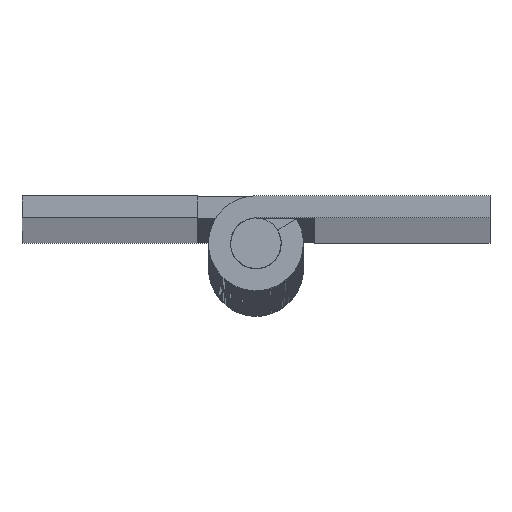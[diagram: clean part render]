
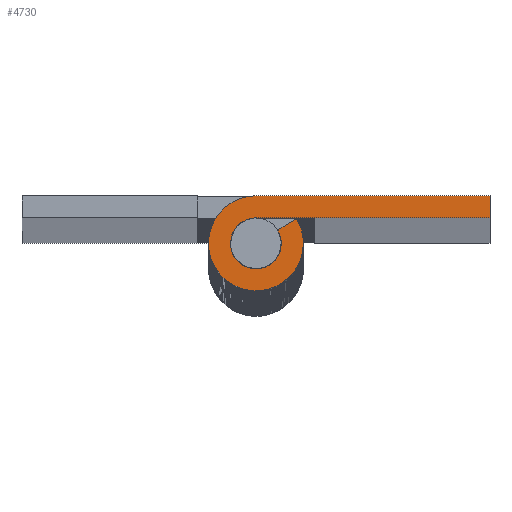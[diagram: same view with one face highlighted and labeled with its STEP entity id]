
A CAD part, top view. The second image highlights one B-rep face of the part: STEP entity #4730.
In plain terms, the highlighted free-form (B-spline) face has degree [1, 1] with [2, 2] control points.
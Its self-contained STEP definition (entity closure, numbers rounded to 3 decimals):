
#4653=CARTESIAN_POINT('',(-4.211,3.575,1000.));
#4654=CARTESIAN_POINT('',(16.962,3.575,1000.));
#4655=CARTESIAN_POINT('',(-4.211,-3.574,1000.));
#4656=CARTESIAN_POINT('',(16.962,-3.574,1000.));
#4657=B_SPLINE_SURFACE_WITH_KNOTS('',1,1,((#4653,#4655),(#4654,#4656)),.UNSPECIFIED.,.F.,.F.,.U.,(2,2),(2,2),(0.0,21.173),(0.0,7.149),.UNSPECIFIED.);
#4658=CARTESIAN_POINT('',(0.,3.25,1000.));
#4659=VERTEX_POINT('',#4658);
#4660=CARTESIAN_POINT('',(16.0,3.25,1000.));
#4661=VERTEX_POINT('',#4660);
#4662=CARTESIAN_POINT('',(0.,3.25,1000.));
#4663=CARTESIAN_POINT('',(16.0,3.25,1000.));
#4664=QUASI_UNIFORM_CURVE('',1,(#4662,#4663),.UNSPECIFIED.,.F.,.U.);
#4665=EDGE_CURVE('',#4659,#4661,#4664,.T.);
#4666=ORIENTED_EDGE('',*,*,#4665,.F.);
#4667=CARTESIAN_POINT('',(2.77,1.7,1000.));
#4668=VERTEX_POINT('',#4667);
#4669=CARTESIAN_POINT('',(0.0,3.25,1000.));
#4670=CARTESIAN_POINT('',(-2.511,3.25,1000.));
#4671=CARTESIAN_POINT('',(-3.145,0.82,1000.));
#4672=CARTESIAN_POINT('',(-3.778,-1.61,1000.));
#4673=CARTESIAN_POINT('',(-1.587,-2.836,1000.));
#4674=CARTESIAN_POINT('',(0.604,-4.062,1000.));
#4675=CARTESIAN_POINT('',(2.344,-2.251,1000.));
#4676=CARTESIAN_POINT('',(4.083,-0.44,1000.));
#4677=CARTESIAN_POINT('',(2.77,1.7,1000.));
#4685=(BOUNDED_CURVE()B_SPLINE_CURVE(2,(#4669,#4670,#4671,#4672,#4673,#4674,#4675,#4676,#4677),.UNSPECIFIED.,.F.,.U.)B_SPLINE_CURVE_WITH_KNOTS((3,2,2,2,3),(0.0,0.25,0.5,0.75,1.0),.UNSPECIFIED.)CURVE()GEOMETRIC_REPRESENTATION_ITEM()RATIONAL_B_SPLINE_CURVE((1.0,0.791,1.0,0.791,1.0,0.791,1.0,0.791,1.0))REPRESENTATION_ITEM(''));
#4686=EDGE_CURVE('',#4659,#4668,#4685,.T.);
#4687=ORIENTED_EDGE('',*,*,#4686,.T.);
#4688=CARTESIAN_POINT('',(1.491,0.915,1000.));
#4689=VERTEX_POINT('',#4688);
#4690=CARTESIAN_POINT('',(1.491,0.915,1000.));
#4691=CARTESIAN_POINT('',(2.77,1.7,1000.));
#4692=QUASI_UNIFORM_CURVE('',1,(#4690,#4691),.UNSPECIFIED.,.F.,.U.);
#4693=EDGE_CURVE('',#4689,#4668,#4692,.T.);
#4694=ORIENTED_EDGE('',*,*,#4693,.F.);
#4695=CARTESIAN_POINT('',(0.,1.75,1000.));
#4696=VERTEX_POINT('',#4695);
#4697=CARTESIAN_POINT('',(0.0,1.75,1000.));
#4698=CARTESIAN_POINT('',(-1.352,1.75,1000.));
#4699=CARTESIAN_POINT('',(-1.693,0.442,1000.));
#4700=CARTESIAN_POINT('',(-2.035,-0.867,1000.));
#4701=CARTESIAN_POINT('',(-0.855,-1.527,1000.));
#4702=CARTESIAN_POINT('',(0.325,-2.187,1000.));
#4703=CARTESIAN_POINT('',(1.262,-1.212,1000.));
#4704=CARTESIAN_POINT('',(2.199,-0.237,1000.));
#4705=CARTESIAN_POINT('',(1.491,0.915,1000.));
#4713=(BOUNDED_CURVE()B_SPLINE_CURVE(2,(#4697,#4698,#4699,#4700,#4701,#4702,#4703,#4704,#4705),.UNSPECIFIED.,.F.,.U.)B_SPLINE_CURVE_WITH_KNOTS((3,2,2,2,3),(0.0,0.25,0.5,0.75,1.0),.UNSPECIFIED.)CURVE()GEOMETRIC_REPRESENTATION_ITEM()RATIONAL_B_SPLINE_CURVE((1.0,0.791,1.0,0.791,1.0,0.791,1.0,0.791,1.0))REPRESENTATION_ITEM(''));
#4714=EDGE_CURVE('',#4696,#4689,#4713,.T.);
#4715=ORIENTED_EDGE('',*,*,#4714,.F.);
#4716=CARTESIAN_POINT('',(16.0,1.75,1000.));
#4717=VERTEX_POINT('',#4716);
#4718=CARTESIAN_POINT('',(16.0,1.75,1000.));
#4719=CARTESIAN_POINT('',(0.,1.75,1000.));
#4720=QUASI_UNIFORM_CURVE('',1,(#4718,#4719),.UNSPECIFIED.,.F.,.U.);
#4721=EDGE_CURVE('',#4717,#4696,#4720,.T.);
#4722=ORIENTED_EDGE('',*,*,#4721,.F.);
#4723=CARTESIAN_POINT('',(16.0,3.25,1000.));
#4724=CARTESIAN_POINT('',(16.0,1.75,1000.));
#4725=QUASI_UNIFORM_CURVE('',1,(#4723,#4724),.UNSPECIFIED.,.F.,.U.);
#4726=EDGE_CURVE('',#4661,#4717,#4725,.T.);
#4727=ORIENTED_EDGE('',*,*,#4726,.F.);
#4728=EDGE_LOOP('',(#4666,#4687,#4694,#4715,#4722,#4727));
#4729=FACE_OUTER_BOUND('',#4728,.T.);
#4730=ADVANCED_FACE('',(#4729),#4657,.F.);
